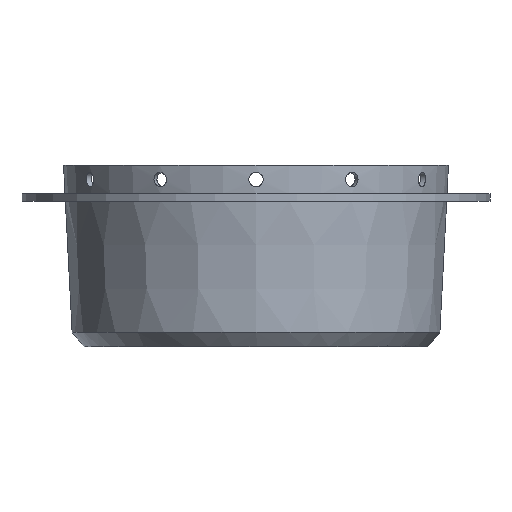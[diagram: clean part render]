
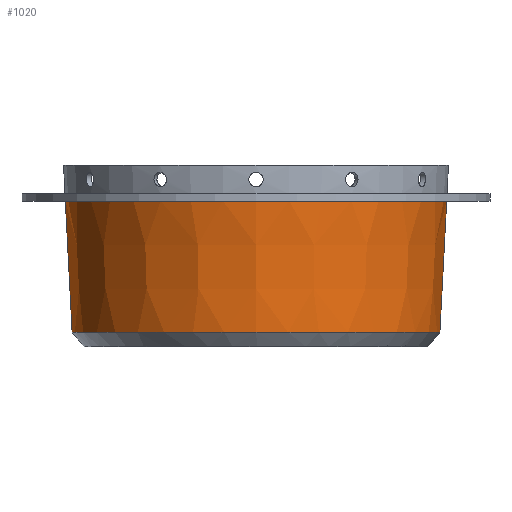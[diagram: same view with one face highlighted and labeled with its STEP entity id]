
A CAD part, front view. The second image highlights one B-rep face of the part: STEP entity #1020.
In plain terms, the highlighted conical face has half-angle 2.961 degrees and reference radius 40 mm.
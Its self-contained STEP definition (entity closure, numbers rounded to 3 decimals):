
#4 = AXIS2_PLACEMENT_3D ( 'NONE', #4202, #2642, #4231 ) ;
#65 = DIRECTION ( 'NONE',  ( 0., 0., 1. ) ) ;
#208 = VECTOR ( 'NONE', #223, 1000. ) ;
#223 = DIRECTION ( 'NONE',  ( 0.052, 0., 0.999 ) ) ;
#270 = EDGE_CURVE ( 'NONE', #4773, #1634, #3982, .T. ) ;
#674 = ORIENTED_EDGE ( 'NONE', *, *, #1749, .F. ) ;
#773 = CARTESIAN_POINT ( 'NONE',  ( -40., 0., 32. ) ) ;
#1020 = ADVANCED_FACE ( 'NONE', ( #4181 ), #2065, .T. ) ;
#1291 = VECTOR ( 'NONE', #1551, 1000. ) ;
#1551 = DIRECTION ( 'NONE',  ( -0.052, 0., 0.999 ) ) ;
#1634 = VERTEX_POINT ( 'NONE', #3137 ) ;
#1725 = ORIENTED_EDGE ( 'NONE', *, *, #270, .T. ) ;
#1749 = EDGE_CURVE ( 'NONE', #4525, #4412, #4864, .T. ) ;
#1877 = DIRECTION ( 'NONE',  ( 1., 0., 0. ) ) ;
#2065 = CONICAL_SURFACE ( 'NONE', #4, 40., 0.052 ) ;
#2506 = ORIENTED_EDGE ( 'NONE', *, *, #3656, .T. ) ;
#2562 = CARTESIAN_POINT ( 'NONE',  ( 38.5, 0., 3. ) ) ;
#2567 = CIRCLE ( 'NONE', #4981, 39.922 ) ;
#2642 = DIRECTION ( 'NONE',  ( 0., 0., 1. ) ) ;
#2755 = CARTESIAN_POINT ( 'NONE',  ( 40., 0., 32. ) ) ;
#3137 = CARTESIAN_POINT ( 'NONE',  ( 39.922, 0., 30.5 ) ) ;
#3265 = AXIS2_PLACEMENT_3D ( 'NONE', #3743, #65, #3342 ) ;
#3321 = EDGE_CURVE ( 'NONE', #1634, #4412, #2567, .T. ) ;
#3342 = DIRECTION ( 'NONE',  ( 1., 0., 0. ) ) ;
#3457 = CARTESIAN_POINT ( 'NONE',  ( -39.922, 0., 30.5 ) ) ;
#3510 = CIRCLE ( 'NONE', #3265, 38.5 ) ;
#3656 = EDGE_CURVE ( 'NONE', #4525, #4773, #3510, .T. ) ;
#3743 = CARTESIAN_POINT ( 'NONE',  ( 0., 0., 3. ) ) ;
#3850 = EDGE_LOOP ( 'NONE', ( #674, #2506, #1725, #5282 ) ) ;
#3910 = CARTESIAN_POINT ( 'NONE',  ( -38.5, 0., 3. ) ) ;
#3982 = LINE ( 'NONE', #2755, #208 ) ;
#4181 = FACE_OUTER_BOUND ( 'NONE', #3850, .T. ) ;
#4202 = CARTESIAN_POINT ( 'NONE',  ( 0., 0., 32. ) ) ;
#4231 = DIRECTION ( 'NONE',  ( 1., 0., 0. ) ) ;
#4301 = CARTESIAN_POINT ( 'NONE',  ( 0., 0., 30.5 ) ) ;
#4412 = VERTEX_POINT ( 'NONE', #3457 ) ;
#4525 = VERTEX_POINT ( 'NONE', #3910 ) ;
#4773 = VERTEX_POINT ( 'NONE', #2562 ) ;
#4864 = LINE ( 'NONE', #773, #1291 ) ;
#4981 = AXIS2_PLACEMENT_3D ( 'NONE', #4301, #5188, #1877 ) ;
#5188 = DIRECTION ( 'NONE',  ( 0., 0., -1. ) ) ;
#5282 = ORIENTED_EDGE ( 'NONE', *, *, #3321, .T. ) ;
